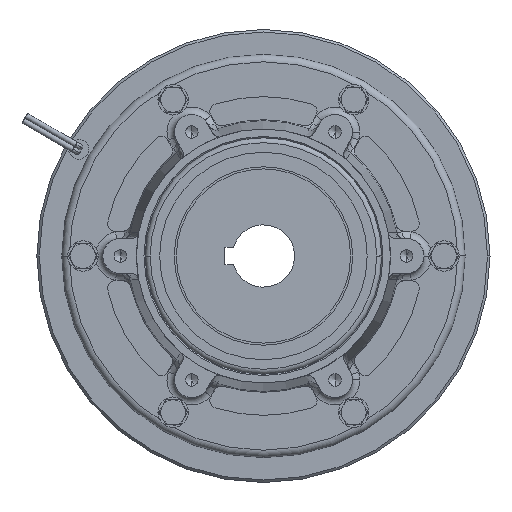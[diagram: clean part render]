
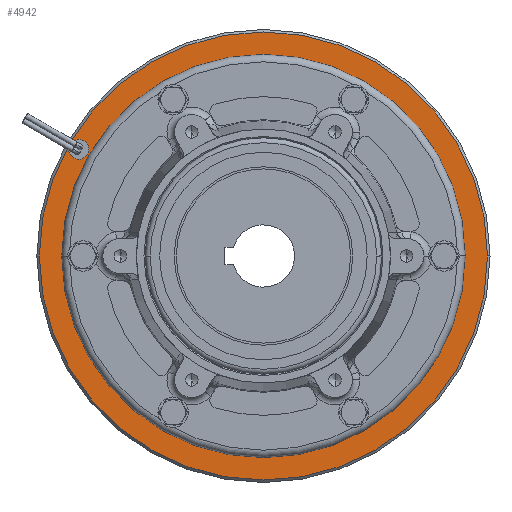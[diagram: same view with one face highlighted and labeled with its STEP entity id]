
A CAD part, left-side view. The second image highlights one B-rep face of the part: STEP entity #4942.
In plain terms, the highlighted planar face has unit normal (-1, 0, 0).
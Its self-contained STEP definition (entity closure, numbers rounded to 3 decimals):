
#221 = CARTESIAN_POINT ( 'NONE',  ( -24.45, 74.186, 42.831 ) ) ;
#518 = ORIENTED_EDGE ( 'NONE', *, *, #13721, .F. ) ;
#809 = ORIENTED_EDGE ( 'NONE', *, *, #10176, .T. ) ;
#840 = DIRECTION ( 'NONE',  ( 0., 1., 0. ) ) ;
#910 = CARTESIAN_POINT ( 'NONE',  ( -24.45, 90., 0. ) ) ;
#1357 = ORIENTED_EDGE ( 'NONE', *, *, #19564, .F. ) ;
#2171 = AXIS2_PLACEMENT_3D ( 'NONE', #20996, #3914, #18496 ) ;
#2172 = DIRECTION ( 'NONE',  ( 1., 0., 0. ) ) ;
#3385 = FACE_BOUND ( 'NONE', #9417, .T. ) ;
#3451 = VERTEX_POINT ( 'NONE', #18069 ) ;
#3536 = EDGE_CURVE ( 'NONE', #14444, #3638, #13280, .T. ) ;
#3638 = VERTEX_POINT ( 'NONE', #17108 ) ;
#3833 = CIRCLE ( 'NONE', #17691, 90. ) ;
#3914 = DIRECTION ( 'NONE',  ( -1., 0., 0. ) ) ;
#4013 = DIRECTION ( 'NONE',  ( -1., 0., 0. ) ) ;
#4484 = EDGE_CURVE ( 'NONE', #15876, #3451, #16295, .T. ) ;
#4573 = CIRCLE ( 'NONE', #17325, 77. ) ;
#4942 = ADVANCED_FACE ( 'NONE', ( #3385, #17821, #8072 ), #15394, .T. ) ;
#5039 = DIRECTION ( 'NONE',  ( -1., 0., 0. ) ) ;
#5518 = DIRECTION ( 'NONE',  ( 1., 0., 0. ) ) ;
#5753 = DIRECTION ( 'NONE',  ( 1., 0., 0. ) ) ;
#6037 = CARTESIAN_POINT ( 'NONE',  ( -24.45, 78.186, 42.831 ) ) ;
#6440 = VERTEX_POINT ( 'NONE', #17275 ) ;
#7066 = CARTESIAN_POINT ( 'NONE',  ( -24.45, 0., 0. ) ) ;
#7491 = CARTESIAN_POINT ( 'NONE',  ( -24.45, 0., 0. ) ) ;
#7636 = EDGE_CURVE ( 'NONE', #9388, #6440, #15537, .T. ) ;
#8072 = FACE_OUTER_BOUND ( 'NONE', #17445, .T. ) ;
#8979 = DIRECTION ( 'NONE',  ( 0., -1., 0. ) ) ;
#9020 = AXIS2_PLACEMENT_3D ( 'NONE', #221, #5039, #16370 ) ;
#9388 = VERTEX_POINT ( 'NONE', #6037 ) ;
#9417 = EDGE_LOOP ( 'NONE', ( #518, #11550 ) ) ;
#10176 = EDGE_CURVE ( 'NONE', #3451, #15876, #4573, .T. ) ;
#10220 = AXIS2_PLACEMENT_3D ( 'NONE', #15414, #17069, #20155 ) ;
#11064 = ORIENTED_EDGE ( 'NONE', *, *, #4484, .T. ) ;
#11550 = ORIENTED_EDGE ( 'NONE', *, *, #7636, .F. ) ;
#11833 = DIRECTION ( 'NONE',  ( 0., 1., 0. ) ) ;
#12160 = ORIENTED_EDGE ( 'NONE', *, *, #3536, .F. ) ;
#12777 = AXIS2_PLACEMENT_3D ( 'NONE', #7066, #5518, #840 ) ;
#13280 = CIRCLE ( 'NONE', #12777, 90. ) ;
#13721 = EDGE_CURVE ( 'NONE', #6440, #9388, #15633, .T. ) ;
#14035 = AXIS2_PLACEMENT_3D ( 'NONE', #7491, #4013, #8979 ) ;
#14139 = CARTESIAN_POINT ( 'NONE',  ( -24.45, 0., 0. ) ) ;
#14444 = VERTEX_POINT ( 'NONE', #910 ) ;
#15394 = PLANE ( 'NONE',  #14035 ) ;
#15414 = CARTESIAN_POINT ( 'NONE',  ( -24.45, 0., 0. ) ) ;
#15537 = CIRCLE ( 'NONE', #9020, 4. ) ;
#15562 = EDGE_LOOP ( 'NONE', ( #11064, #809 ) ) ;
#15633 = CIRCLE ( 'NONE', #2171, 4. ) ;
#15876 = VERTEX_POINT ( 'NONE', #20998 ) ;
#16295 = CIRCLE ( 'NONE', #10220, 77. ) ;
#16370 = DIRECTION ( 'NONE',  ( 0., -1., 0. ) ) ;
#16658 = CARTESIAN_POINT ( 'NONE',  ( -24.45, 0., 0. ) ) ;
#17069 = DIRECTION ( 'NONE',  ( 1., 0., 0. ) ) ;
#17108 = CARTESIAN_POINT ( 'NONE',  ( -24.45, -90., 0. ) ) ;
#17275 = CARTESIAN_POINT ( 'NONE',  ( -24.45, 70.186, 42.831 ) ) ;
#17325 = AXIS2_PLACEMENT_3D ( 'NONE', #16658, #2172, #11833 ) ;
#17445 = EDGE_LOOP ( 'NONE', ( #12160, #1357 ) ) ;
#17691 = AXIS2_PLACEMENT_3D ( 'NONE', #14139, #5753, #18712 ) ;
#17821 = FACE_BOUND ( 'NONE', #15562, .T. ) ;
#18069 = CARTESIAN_POINT ( 'NONE',  ( -24.45, -77., 0. ) ) ;
#18496 = DIRECTION ( 'NONE',  ( 0., -1., 0. ) ) ;
#18712 = DIRECTION ( 'NONE',  ( 0., 1., 0. ) ) ;
#19564 = EDGE_CURVE ( 'NONE', #3638, #14444, #3833, .T. ) ;
#20155 = DIRECTION ( 'NONE',  ( 0., 1., 0. ) ) ;
#20996 = CARTESIAN_POINT ( 'NONE',  ( -24.45, 74.186, 42.831 ) ) ;
#20998 = CARTESIAN_POINT ( 'NONE',  ( -24.45, 77., 0. ) ) ;
